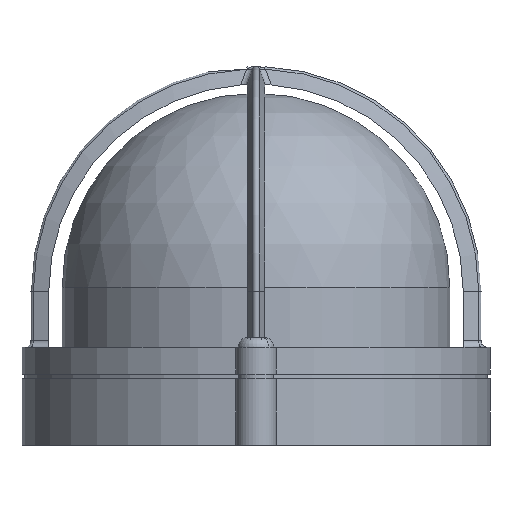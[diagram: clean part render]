
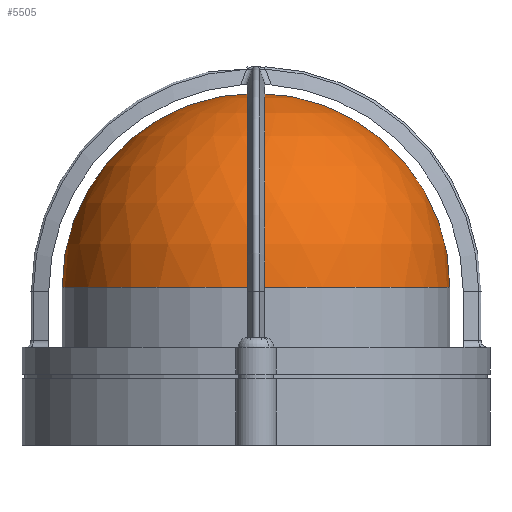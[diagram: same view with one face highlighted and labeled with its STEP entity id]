
A CAD part, left-side view. The second image highlights one B-rep face of the part: STEP entity #5505.
In plain terms, the highlighted spherical face has radius 43.5 mm.
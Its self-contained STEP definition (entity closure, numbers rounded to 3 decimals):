
#139 = AXIS2_PLACEMENT_3D ( 'NONE', #3039, #376, #3459 ) ;
#166 = VERTEX_POINT ( 'NONE', #481 ) ;
#376 = DIRECTION ( 'NONE',  ( 0., 0., -1. ) ) ;
#433 = AXIS2_PLACEMENT_3D ( 'NONE', #1239, #4274, #1715 ) ;
#481 = CARTESIAN_POINT ( 'NONE',  ( -44., 0., 79. ) ) ;
#711 = AXIS2_PLACEMENT_3D ( 'NONE', #2638, #5510, #3057 ) ;
#1007 = VERTEX_POINT ( 'NONE', #3876 ) ;
#1147 = FACE_OUTER_BOUND ( 'NONE', #4369, .T. ) ;
#1239 = CARTESIAN_POINT ( 'NONE',  ( -44., 0., 35.5 ) ) ;
#1283 = SPHERICAL_SURFACE ( 'NONE', #3423, 43.5 ) ;
#1715 = DIRECTION ( 'NONE',  ( 0., -1., 0. ) ) ;
#1811 = ORIENTED_EDGE ( 'NONE', *, *, #3682, .T. ) ;
#2164 = DIRECTION ( 'NONE',  ( 0., 0., 1. ) ) ;
#2638 = CARTESIAN_POINT ( 'NONE',  ( -44., 0., 35.5 ) ) ;
#2879 = CIRCLE ( 'NONE', #711, 43.5 ) ;
#2918 = CIRCLE ( 'NONE', #433, 43.5 ) ;
#2929 = CIRCLE ( 'NONE', #139, 43.5 ) ;
#2965 = CARTESIAN_POINT ( 'NONE',  ( -44., -43.5, 35.5 ) ) ;
#3039 = CARTESIAN_POINT ( 'NONE',  ( -44., 0., 35.5 ) ) ;
#3057 = DIRECTION ( 'NONE',  ( 0., 1., 0. ) ) ;
#3423 = AXIS2_PLACEMENT_3D ( 'NONE', #4257, #2164, #4685 ) ;
#3459 = DIRECTION ( 'NONE',  ( 0., 1., 0. ) ) ;
#3678 = EDGE_CURVE ( 'NONE', #5398, #1007, #2929, .T. ) ;
#3682 = EDGE_CURVE ( 'NONE', #5398, #166, #2918, .T. ) ;
#3701 = EDGE_CURVE ( 'NONE', #1007, #166, #2879, .T. ) ;
#3876 = CARTESIAN_POINT ( 'NONE',  ( -44., 43.5, 35.5 ) ) ;
#3928 = ORIENTED_EDGE ( 'NONE', *, *, #3678, .F. ) ;
#4257 = CARTESIAN_POINT ( 'NONE',  ( -44., 0., 35.5 ) ) ;
#4274 = DIRECTION ( 'NONE',  ( -1., 0., 0. ) ) ;
#4369 = EDGE_LOOP ( 'NONE', ( #3928, #1811, #5308 ) ) ;
#4685 = DIRECTION ( 'NONE',  ( 1., 0., 0. ) ) ;
#5308 = ORIENTED_EDGE ( 'NONE', *, *, #3701, .F. ) ;
#5398 = VERTEX_POINT ( 'NONE', #2965 ) ;
#5505 = ADVANCED_FACE ( 'NONE', ( #1147 ), #1283, .T. ) ;
#5510 = DIRECTION ( 'NONE',  ( 1., 0., 0. ) ) ;
